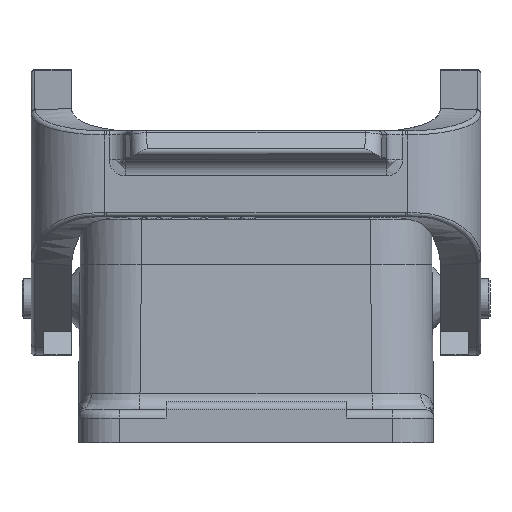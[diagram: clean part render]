
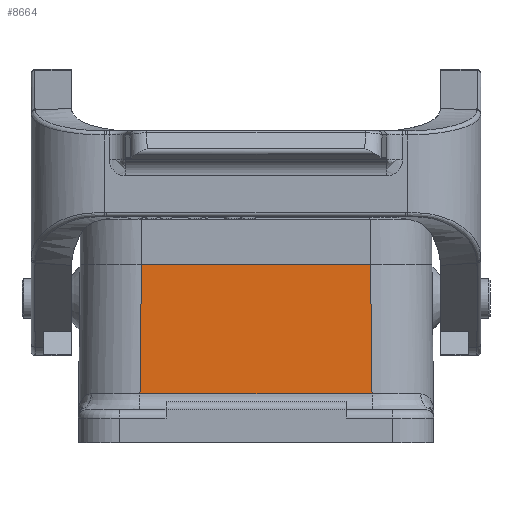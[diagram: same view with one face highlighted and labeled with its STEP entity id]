
A CAD part, left-side view. The second image highlights one B-rep face of the part: STEP entity #8664.
In plain terms, the highlighted planar face has unit normal (-1, 0, 0.026).
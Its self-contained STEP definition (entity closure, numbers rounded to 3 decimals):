
#7658=PLANE('',#32246);
#8664=ADVANCED_FACE('',(#9991),#7658,.T.);
#9991=FACE_OUTER_BOUND('',#11223,.T.);
#11223=EDGE_LOOP('',(#16555,#16556,#16557,#16558));
#16555=ORIENTED_EDGE('',*,*,#22170,.T.);
#16556=ORIENTED_EDGE('',*,*,#22115,.T.);
#16557=ORIENTED_EDGE('',*,*,#22171,.T.);
#16558=ORIENTED_EDGE('',*,*,#22172,.T.);
#19287=VERTEX_POINT('',#50441);
#19288=VERTEX_POINT('',#50443);
#19335=VERTEX_POINT('',#50596);
#19336=VERTEX_POINT('',#50598);
#22115=EDGE_CURVE('',#19288,#19287,#26884,.T.);
#22170=EDGE_CURVE('',#19335,#19288,#26918,.T.);
#22171=EDGE_CURVE('',#19287,#19336,#26919,.T.);
#22172=EDGE_CURVE('',#19336,#19335,#26920,.T.);
#26884=LINE('',#50442,#28830);
#26918=LINE('',#50595,#28864);
#26919=LINE('',#50597,#28865);
#26920=LINE('',#50599,#28866);
#28830=VECTOR('',#36514,1.);
#28864=VECTOR('',#36580,1.);
#28865=VECTOR('',#36581,1.);
#28866=VECTOR('',#36582,1.);
#32246=AXIS2_PLACEMENT_3D('',#50600,#36583,#36584);
#36514=DIRECTION('',(0.,-1.,0.));
#36580=DIRECTION('',(-0.026,0.011,-1.));
#36581=DIRECTION('',(0.026,0.011,1.));
#36582=DIRECTION('',(0.,1.,0.));
#36583=DIRECTION('',(-1.,0.,0.026));
#36584=DIRECTION('',(0.026,0.,1.));
#50441=CARTESIAN_POINT('',(-36.714,-14.18,-10.102));
#50442=CARTESIAN_POINT('',(-36.714,-14.202,-10.102));
#50443=CARTESIAN_POINT('',(-36.714,14.18,-10.102));
#50595=CARTESIAN_POINT('',(-36.767,14.203,-12.134));
#50596=CARTESIAN_POINT('',(-36.3,14.001,5.7));
#50597=CARTESIAN_POINT('',(-36.302,-14.003,5.616));
#50598=CARTESIAN_POINT('',(-36.3,-14.001,5.7));
#50599=CARTESIAN_POINT('',(-36.3,-21.5,5.7));
#50600=CARTESIAN_POINT('',(-36.3,0.,5.7));
